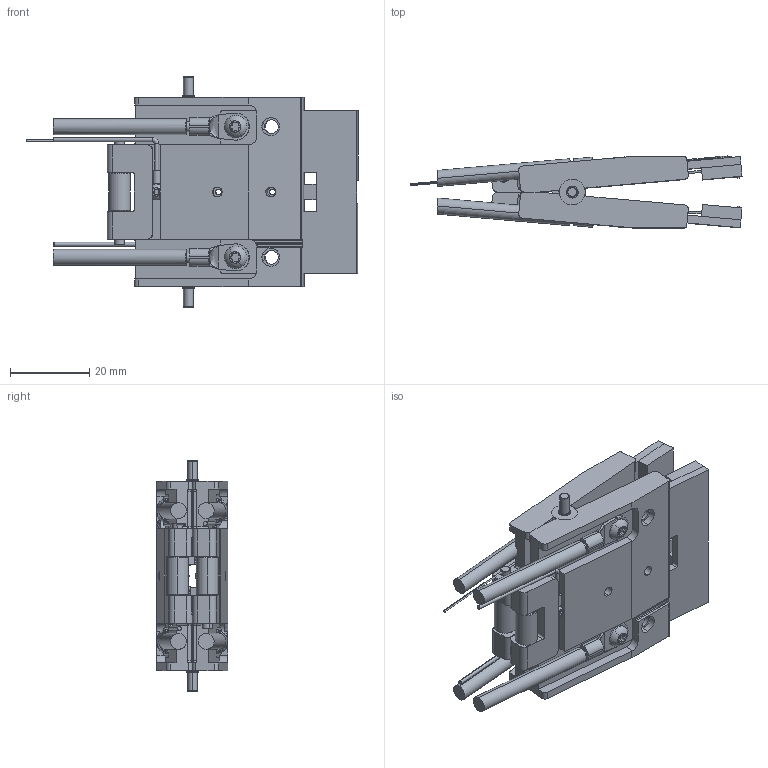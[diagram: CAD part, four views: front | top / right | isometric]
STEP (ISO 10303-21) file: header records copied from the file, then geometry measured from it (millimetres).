
FILE_DESCRIPTION (( 'STEP AP203' ), '1' );
FILE_NAME ('INGUN_BCC-635_410_05_N_000_02_06_T5.STEP', '2025-06-23T13:17:40', ( '' ), ( '' ), 'SwSTEP 2.0', 'SolidWorks 2023', '' );
FILE_SCHEMA (( 'CONFIG_CONTROL_DESIGN' ));
Length unit declared in the file: millimetre
Products named in the file (1): INGUN_BCC-635_410_05_N_000_02_06_T5
Bounding box: 83.8 x 18.15 x 58.2 mm (x, y, z)
Volume: 30200.8 mm3; surface area: 19342.6 mm2
Topology: 1 solids, 1 shells, 1082 faces, 2980 edges, 1919 vertices
Faces by surface type: cylinder 495, plane 477, torus 57, bspline 42, cone 11
Entity records: 38719 total; most frequent: CARTESIAN_POINT 10794, ORIENTED_EDGE 5960, DIRECTION 5890, EDGE_CURVE 2980, AXIS2_PLACEMENT_3D 2129, VERTEX_POINT 1919, LINE 1632, VECTOR 1632
